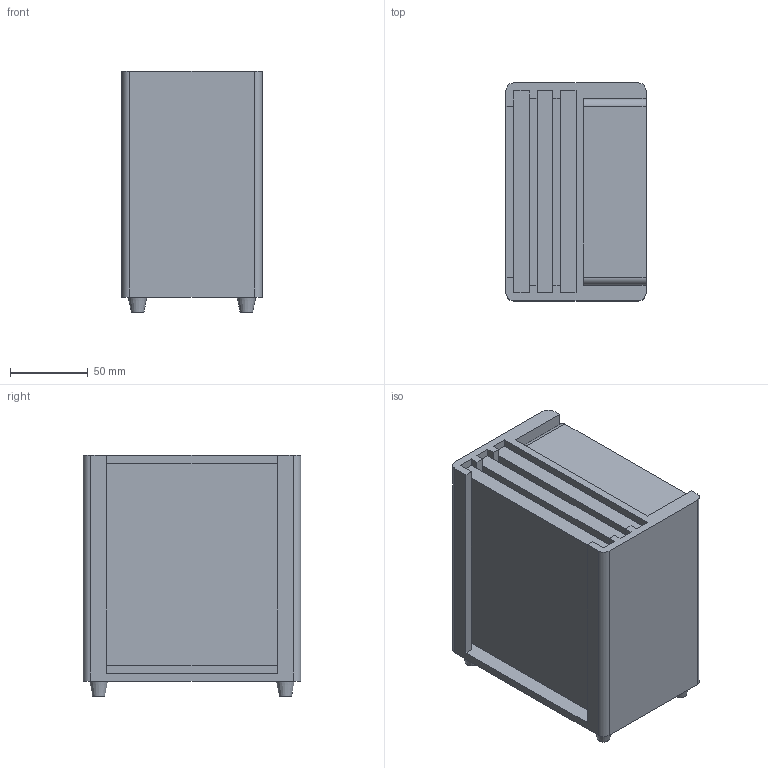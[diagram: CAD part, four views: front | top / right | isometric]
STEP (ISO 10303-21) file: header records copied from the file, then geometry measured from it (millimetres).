
FILE_DESCRIPTION(/* description */ (''),/* implementation_level */ '2;1');
FILE_NAME(/* name */ 'afa01507-eeb0-4ce0-9b40-70ea57ddf907.stp',/* time_stamp */ '2025-11-15T02:30:42Z',/* author */ (''),/* organization */ (''),/* preprocessor_version */ 'ST-DEVELOPER v20.1',/* originating_system */ 'Autodesk Translation Framework v14.21.0.0',/* authorisation */ '');
FILE_SCHEMA (('AUTOMOTIVE_DESIGN { 1 0 10303 214 3 1 1 }'));
Length unit declared in the file: millimetre
Products named in the file (5): fume_extractor; Filters; housing; fan ; feet
Assembly tree (4 placements, depth 2):
  fume_extractor
    Filters
    housing
    fan 
    feet
Bounding box: 90 x 140 x 155 mm (x, y, z)
Volume: 1398250.7 mm3; surface area: 281472.2 mm2
Topology: 9 solids, 9 shells, 114 faces, 264 edges, 176 vertices
Faces by surface type: plane 78, cylinder 28, cone 8
Full cylindrical faces by diameter (mm): 4.3 x4, 8 x4, 12 x4, 15 x4
Entity records: 3403 total; most frequent: DIRECTION 574, CARTESIAN_POINT 559, ORIENTED_EDGE 520, EDGE_CURVE 260, LINE 192, VECTOR 192, AXIS2_PLACEMENT_3D 191, VERTEX_POINT 176
